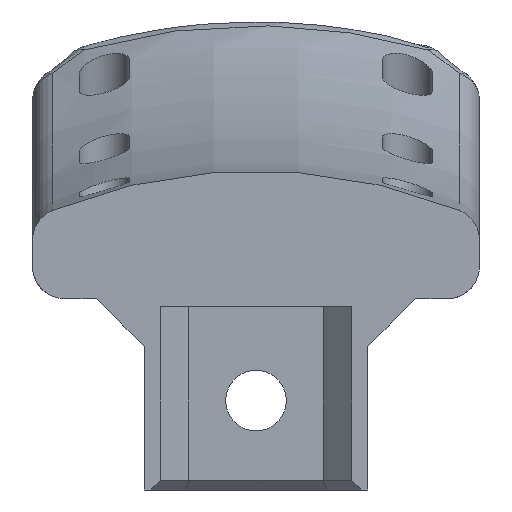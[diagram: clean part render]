
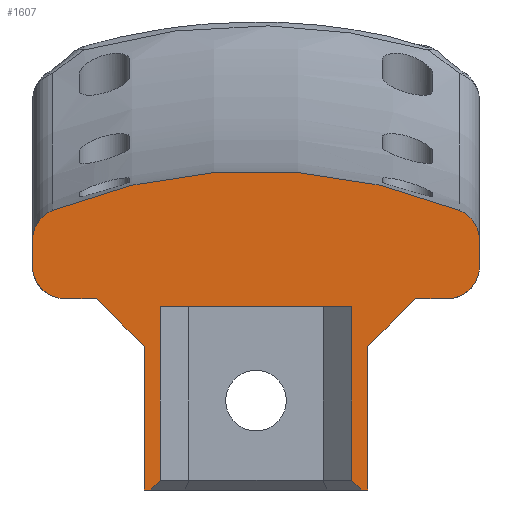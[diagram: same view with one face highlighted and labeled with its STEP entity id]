
A CAD part, front view. The second image highlights one B-rep face of the part: STEP entity #1607.
In plain terms, the highlighted planar face has unit normal (0, -1, 0).
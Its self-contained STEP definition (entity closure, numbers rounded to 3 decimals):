
#48=PLANE('',#1767);
#75=LINE('',#2996,#178);
#82=LINE('',#3057,#185);
#88=LINE('',#3075,#191);
#94=LINE('',#3086,#197);
#104=LINE('',#3159,#207);
#108=LINE('',#3512,#211);
#110=LINE('',#3515,#213);
#111=LINE('',#3518,#214);
#140=LINE('',#3577,#243);
#141=LINE('',#3579,#244);
#142=LINE('',#3581,#245);
#143=LINE('',#3583,#246);
#144=LINE('',#3585,#247);
#145=LINE('',#3586,#248);
#146=LINE('',#3587,#249);
#178=VECTOR('',#1938,1.665);
#185=VECTOR('',#1969,9.);
#191=VECTOR('',#1983,0.4);
#197=VECTOR('',#1989,0.4);
#207=VECTOR('',#2021,1.665);
#211=VECTOR('',#2057,4.243);
#213=VECTOR('',#2061,9.);
#214=VECTOR('',#2064,4.243);
#243=VECTOR('',#2151,2.);
#244=VECTOR('',#2152,0.849);
#245=VECTOR('',#2153,10.9);
#246=VECTOR('',#2154,12.);
#247=VECTOR('',#2155,10.9);
#248=VECTOR('',#2156,0.849);
#249=VECTOR('',#2157,2.);
#400=FACE_OUTER_BOUND('',#505,.T.);
#505=EDGE_LOOP('',(#1440,#1441,#1442,#1443,#1444,#1445,#1446,#1447,#1448,
#1449,#1450,#1451,#1452,#1453,#1454,#1455,#1456,#1457,#1458,#1459));
#564=CIRCLE('',#1681,2.);
#568=CIRCLE('',#1687,2.);
#572=CIRCLE('',#1695,2.);
#573=CIRCLE('',#1697,2.);
#592=CIRCLE('',#1766,34.);
#710=VERTEX_POINT('',#2881);
#711=VERTEX_POINT('',#2882);
#714=VERTEX_POINT('',#2979);
#715=VERTEX_POINT('',#2980);
#718=VERTEX_POINT('',#2994);
#721=VERTEX_POINT('',#3014);
#722=VERTEX_POINT('',#3018);
#723=VERTEX_POINT('',#3020);
#731=VERTEX_POINT('',#3054);
#732=VERTEX_POINT('',#3056);
#739=VERTEX_POINT('',#3072);
#740=VERTEX_POINT('',#3074);
#745=VERTEX_POINT('',#3084);
#785=VERTEX_POINT('',#3509);
#786=VERTEX_POINT('',#3511);
#787=VERTEX_POINT('',#3517);
#789=VERTEX_POINT('',#3578);
#790=VERTEX_POINT('',#3580);
#791=VERTEX_POINT('',#3582);
#792=VERTEX_POINT('',#3584);
#880=EDGE_CURVE('',#710,#711,#564,.T.);
#890=EDGE_CURVE('',#714,#715,#568,.T.);
#899=EDGE_CURVE('',#718,#710,#75,.T.);
#903=EDGE_CURVE('',#721,#718,#572,.T.);
#905=EDGE_CURVE('',#722,#723,#573,.T.);
#915=EDGE_CURVE('',#732,#731,#82,.T.);
#924=EDGE_CURVE('',#739,#740,#88,.T.);
#930=EDGE_CURVE('',#745,#731,#94,.T.);
#949=EDGE_CURVE('',#715,#722,#104,.T.);
#982=EDGE_CURVE('',#785,#786,#108,.T.);
#984=EDGE_CURVE('',#786,#739,#110,.T.);
#985=EDGE_CURVE('',#732,#787,#111,.T.);
#1014=EDGE_CURVE('',#714,#711,#592,.T.);
#1015=EDGE_CURVE('',#787,#721,#140,.T.);
#1016=EDGE_CURVE('',#789,#745,#141,.T.);
#1017=EDGE_CURVE('',#790,#789,#142,.T.);
#1018=EDGE_CURVE('',#791,#790,#143,.T.);
#1019=EDGE_CURVE('',#791,#792,#144,.T.);
#1020=EDGE_CURVE('',#740,#792,#145,.T.);
#1021=EDGE_CURVE('',#723,#785,#146,.T.);
#1440=ORIENTED_EDGE('',*,*,#880,.F.);
#1441=ORIENTED_EDGE('',*,*,#899,.F.);
#1442=ORIENTED_EDGE('',*,*,#903,.F.);
#1443=ORIENTED_EDGE('',*,*,#1015,.F.);
#1444=ORIENTED_EDGE('',*,*,#985,.F.);
#1445=ORIENTED_EDGE('',*,*,#915,.T.);
#1446=ORIENTED_EDGE('',*,*,#930,.F.);
#1447=ORIENTED_EDGE('',*,*,#1016,.F.);
#1448=ORIENTED_EDGE('',*,*,#1017,.F.);
#1449=ORIENTED_EDGE('',*,*,#1018,.F.);
#1450=ORIENTED_EDGE('',*,*,#1019,.T.);
#1451=ORIENTED_EDGE('',*,*,#1020,.F.);
#1452=ORIENTED_EDGE('',*,*,#924,.F.);
#1453=ORIENTED_EDGE('',*,*,#984,.F.);
#1454=ORIENTED_EDGE('',*,*,#982,.F.);
#1455=ORIENTED_EDGE('',*,*,#1021,.F.);
#1456=ORIENTED_EDGE('',*,*,#905,.F.);
#1457=ORIENTED_EDGE('',*,*,#949,.F.);
#1458=ORIENTED_EDGE('',*,*,#890,.F.);
#1459=ORIENTED_EDGE('',*,*,#1014,.T.);
#1607=ADVANCED_FACE('',(#400),#48,.T.);
#1681=AXIS2_PLACEMENT_3D('',#2883,#1905,#1906);
#1687=AXIS2_PLACEMENT_3D('',#2981,#1919,#1920);
#1695=AXIS2_PLACEMENT_3D('',#3016,#1942,#1943);
#1697=AXIS2_PLACEMENT_3D('',#3021,#1947,#1948);
#1766=AXIS2_PLACEMENT_3D('',#3575,#2147,#2148);
#1767=AXIS2_PLACEMENT_3D('',#3576,#2149,#2150);
#1905=DIRECTION('center_axis',(0.,1.,0.));
#1906=DIRECTION('ref_axis',(-0.829,0.,0.559));
#1919=DIRECTION('center_axis',(0.,1.,0.));
#1920=DIRECTION('ref_axis',(0.829,0.,0.559));
#1938=DIRECTION('',(0.,0.,1.));
#1942=DIRECTION('center_axis',(0.,1.,0.));
#1943=DIRECTION('ref_axis',(-0.707,0.,-0.707));
#1947=DIRECTION('center_axis',(0.,1.,0.));
#1948=DIRECTION('ref_axis',(0.707,0.,-0.707));
#1969=DIRECTION('',(0.,0.,-1.));
#1983=DIRECTION('',(-1.,0.,0.));
#1989=DIRECTION('',(-1.,0.,0.));
#2021=DIRECTION('',(0.,0.,-1.));
#2057=DIRECTION('',(-0.707,0.,-0.707));
#2061=DIRECTION('',(0.,0.,-1.));
#2064=DIRECTION('',(-0.707,0.,0.707));
#2147=DIRECTION('center_axis',(0.,-1.,0.));
#2148=DIRECTION('ref_axis',(0.412,0.,-0.911));
#2149=DIRECTION('center_axis',(0.,-1.,0.));
#2150=DIRECTION('ref_axis',(1.,0.,0.));
#2151=DIRECTION('',(-1.,0.,0.));
#2152=DIRECTION('',(-0.707,0.,-0.707));
#2153=DIRECTION('',(0.,0.,-1.));
#2154=DIRECTION('',(-1.,0.,0.));
#2155=DIRECTION('',(0.,0.,-1.));
#2156=DIRECTION('',(-0.707,0.,0.707));
#2157=DIRECTION('',(-1.,0.,0.));
#2881=CARTESIAN_POINT('',(-14.,13.5,0.665));
#2882=CARTESIAN_POINT('',(-12.75,13.5,2.519));
#2883=CARTESIAN_POINT('Origin',(-12.,13.5,0.665));
#2979=CARTESIAN_POINT('',(12.75,13.5,2.519));
#2980=CARTESIAN_POINT('',(14.,13.5,0.665));
#2981=CARTESIAN_POINT('Origin',(12.,13.5,0.665));
#2994=CARTESIAN_POINT('',(-14.,13.5,-1.));
#2996=CARTESIAN_POINT('',(-14.,13.5,3.));
#3014=CARTESIAN_POINT('',(-12.,13.5,-3.));
#3016=CARTESIAN_POINT('Origin',(-12.,13.5,-1.));
#3018=CARTESIAN_POINT('',(14.,13.5,-1.));
#3020=CARTESIAN_POINT('',(12.,13.5,-3.));
#3021=CARTESIAN_POINT('Origin',(12.,13.5,-1.));
#3054=CARTESIAN_POINT('',(-7.,13.5,-15.));
#3056=CARTESIAN_POINT('',(-7.,13.5,-6.));
#3057=CARTESIAN_POINT('',(-7.,13.5,0.));
#3072=CARTESIAN_POINT('',(7.,13.5,-15.));
#3074=CARTESIAN_POINT('',(6.6,13.5,-15.));
#3075=CARTESIAN_POINT('',(6.,13.5,-15.));
#3084=CARTESIAN_POINT('',(-6.6,13.5,-15.));
#3086=CARTESIAN_POINT('',(-7.,13.5,-15.));
#3159=CARTESIAN_POINT('',(14.,13.5,-1.));
#3509=CARTESIAN_POINT('',(10.,13.5,-3.));
#3511=CARTESIAN_POINT('',(7.,13.5,-6.));
#3512=CARTESIAN_POINT('',(5.5,13.5,-7.5));
#3515=CARTESIAN_POINT('',(7.,13.5,0.));
#3517=CARTESIAN_POINT('',(-10.,13.5,-3.));
#3518=CARTESIAN_POINT('',(-9.5,13.5,-3.5));
#3575=CARTESIAN_POINT('Origin',(0.,13.5,-29.));
#3576=CARTESIAN_POINT('Origin',(-8.,13.5,0.));
#3577=CARTESIAN_POINT('',(-7.,13.5,-3.));
#3578=CARTESIAN_POINT('',(-6.,13.5,-14.4));
#3579=CARTESIAN_POINT('',(-3.05,13.5,-11.45));
#3580=CARTESIAN_POINT('',(-6.,13.5,-3.5));
#3581=CARTESIAN_POINT('',(-6.,13.5,0.));
#3582=CARTESIAN_POINT('',(6.,13.5,-3.5));
#3583=CARTESIAN_POINT('',(6.,13.5,-3.5));
#3584=CARTESIAN_POINT('',(6.,13.5,-14.4));
#3585=CARTESIAN_POINT('',(6.,13.5,0.));
#3586=CARTESIAN_POINT('',(-0.95,13.5,-7.45));
#3587=CARTESIAN_POINT('',(-7.,13.5,-3.));
